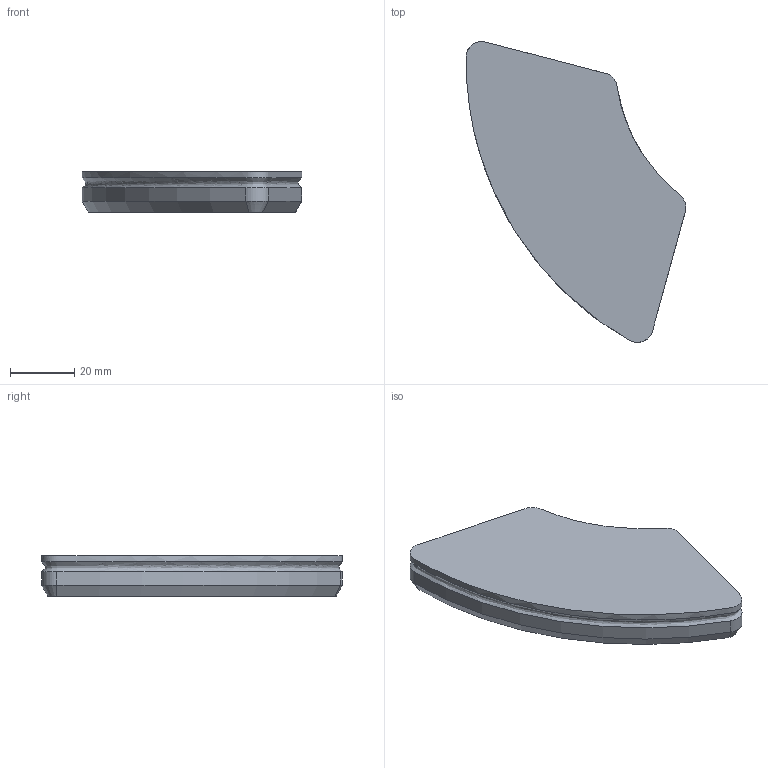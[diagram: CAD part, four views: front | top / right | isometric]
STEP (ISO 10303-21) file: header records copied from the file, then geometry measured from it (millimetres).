
FILE_DESCRIPTION(/* description */ (''),/* implementation_level */ '2;1');
FILE_NAME(/* name */ 'Ayva 5L Lock-Ring Pail Lid Cover.step',/* time_stamp */ '2023-10-30T15:58:48+11:00',/* author */ (''),/* organization */ (''),/* preprocessor_version */ 'ST-DEVELOPER v20',/* originating_system */ 'Autodesk Translation Framework v12.14.0.127',/* authorisation */ '');
FILE_SCHEMA (('AUTOMOTIVE_DESIGN { 1 0 10303 214 3 1 1 }'));
Length unit declared in the file: millimetre
Products named in the file (1): Ayva 5L Lock-Ring Pail Lid Cover
Bounding box: 68.6 x 93.97 x 12.76 mm (x, y, z)
Volume: 48443.4 mm3; surface area: 10796.8 mm2
Topology: 1 solids, 1 shells, 20 faces, 44 edges, 26 vertices
Faces by surface type: plane 6, cone 6, cylinder 6, bspline 2
Entity records: 1013 total; most frequent: CARTESIAN_POINT 537, DIRECTION 97, ORIENTED_EDGE 88, EDGE_CURVE 44, AXIS2_PLACEMENT_3D 37, VERTEX_POINT 26, LINE 23, VECTOR 23
